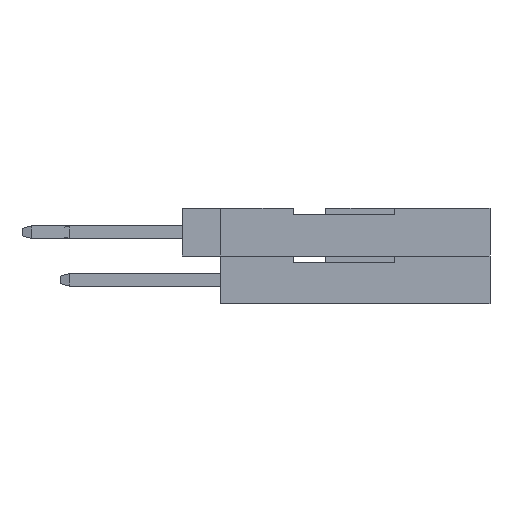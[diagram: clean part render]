
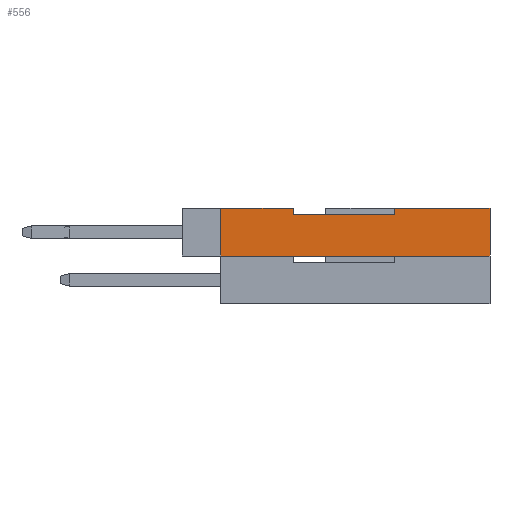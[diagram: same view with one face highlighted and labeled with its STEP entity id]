
A CAD part, left-side view. The second image highlights one B-rep face of the part: STEP entity #556.
In plain terms, the highlighted planar face has unit normal (-1, 0, 0).
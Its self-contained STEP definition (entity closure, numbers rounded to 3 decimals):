
#383=CARTESIAN_POINT('',(-1.25,7.05,1.25));
#384=VERTEX_POINT('',#383);
#385=CARTESIAN_POINT('',(-1.25,3.25,1.25));
#386=VERTEX_POINT('',#385);
#387=CARTESIAN_POINT('',(-1.25,7.05,1.25));
#388=DIRECTION('',(0.0,-1.0,0.0));
#389=VECTOR('',#388,3.8);
#390=LINE('',#387,#389);
#391=EDGE_CURVE('',#384,#386,#390,.T.);
#477=CARTESIAN_POINT('',(-1.25,-7.05,-1.25));
#478=VERTEX_POINT('',#477);
#485=CARTESIAN_POINT('',(-1.25,7.05,-1.25));
#486=VERTEX_POINT('',#485);
#487=CARTESIAN_POINT('',(-1.25,7.05,-1.25));
#488=DIRECTION('',(0.0,-1.0,0.0));
#489=VECTOR('',#488,14.1);
#490=LINE('',#487,#489);
#491=EDGE_CURVE('',#486,#478,#490,.T.);
#503=CARTESIAN_POINT('',(-1.25,7.05,1.25));
#504=DIRECTION('',(1.0,0.0,0.0));
#505=DIRECTION('',(0.0,0.0,-1.0));
#506=AXIS2_PLACEMENT_3D('',#503,#504,#505);
#507=PLANE('',#506);
#508=CARTESIAN_POINT('',(-1.25,3.25,0.9));
#509=VERTEX_POINT('',#508);
#510=CARTESIAN_POINT('',(-1.25,-2.05,0.9));
#511=VERTEX_POINT('',#510);
#512=CARTESIAN_POINT('',(-1.25,3.25,0.9));
#513=DIRECTION('',(0.0,-1.0,0.0));
#514=VECTOR('',#513,5.3);
#515=LINE('',#512,#514);
#516=EDGE_CURVE('',#509,#511,#515,.T.);
#517=ORIENTED_EDGE('',*,*,#516,.F.);
#518=CARTESIAN_POINT('',(-1.25,3.25,0.9));
#519=DIRECTION('',(0.0,0.0,1.0));
#520=VECTOR('',#519,0.35);
#521=LINE('',#518,#520);
#522=EDGE_CURVE('',#509,#386,#521,.T.);
#523=ORIENTED_EDGE('',*,*,#522,.T.);
#524=ORIENTED_EDGE('',*,*,#391,.F.);
#525=CARTESIAN_POINT('',(-1.25,7.05,-1.25));
#526=DIRECTION('',(0.0,0.0,1.0));
#527=VECTOR('',#526,2.5);
#528=LINE('',#525,#527);
#529=EDGE_CURVE('',#486,#384,#528,.T.);
#530=ORIENTED_EDGE('',*,*,#529,.F.);
#531=ORIENTED_EDGE('',*,*,#491,.T.);
#532=CARTESIAN_POINT('',(-1.25,-7.05,1.25));
#533=VERTEX_POINT('',#532);
#534=CARTESIAN_POINT('',(-1.25,-7.05,-1.25));
#535=DIRECTION('',(0.0,0.0,1.0));
#536=VECTOR('',#535,2.5);
#537=LINE('',#534,#536);
#538=EDGE_CURVE('',#478,#533,#537,.T.);
#539=ORIENTED_EDGE('',*,*,#538,.T.);
#540=CARTESIAN_POINT('',(-1.25,-2.05,1.25));
#541=VERTEX_POINT('',#540);
#542=CARTESIAN_POINT('',(-1.25,-2.05,1.25));
#543=DIRECTION('',(0.0,-1.0,0.0));
#544=VECTOR('',#543,5.0);
#545=LINE('',#542,#544);
#546=EDGE_CURVE('',#541,#533,#545,.T.);
#547=ORIENTED_EDGE('',*,*,#546,.F.);
#548=CARTESIAN_POINT('',(-1.25,-2.05,0.9));
#549=DIRECTION('',(0.0,0.0,1.0));
#550=VECTOR('',#549,0.35);
#551=LINE('',#548,#550);
#552=EDGE_CURVE('',#511,#541,#551,.T.);
#553=ORIENTED_EDGE('',*,*,#552,.F.);
#554=EDGE_LOOP('',(#517,#523,#524,#530,#531,#539,#547,#553));
#555=FACE_BOUND('',#554,.T.);
#556=ADVANCED_FACE('',(#555),#507,.F.);
